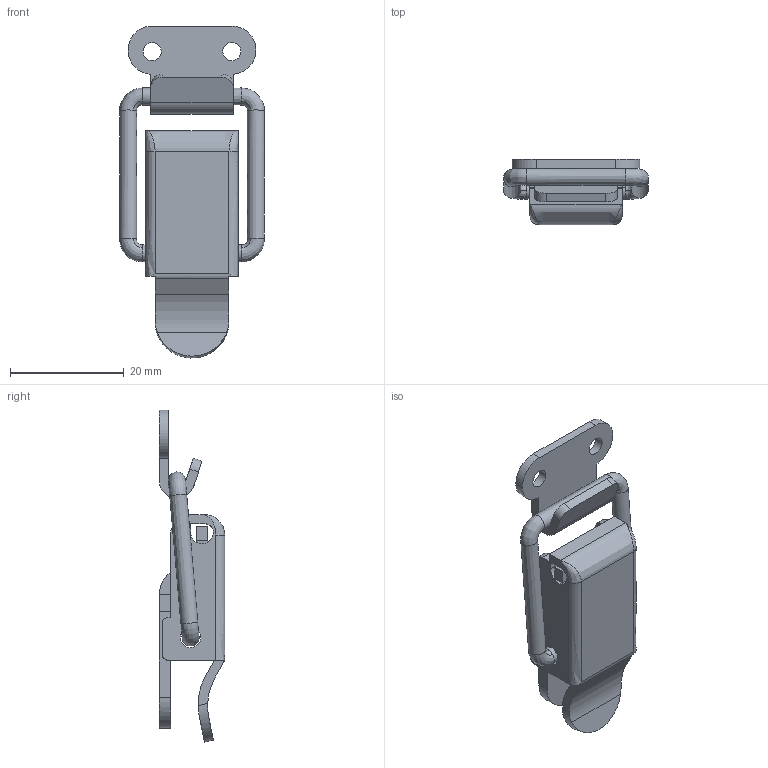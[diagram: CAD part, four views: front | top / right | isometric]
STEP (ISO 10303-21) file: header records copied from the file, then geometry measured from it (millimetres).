
FILE_DESCRIPTION((''),'2;1');
FILE_NAME('','2005-07-15T17:06:47',(''),(''),'','CADfix','');
FILE_SCHEMA(('AUTOMOTIVE_DESIGN'));
Length unit declared in the file: millimetre
Products named in the file (5): lever; keeper; base; arm; TL_57_15488_36
Assembly tree (4 placements, depth 2):
  TL_57_15488_36
    lever
    keeper
    base
    arm
Bounding box: 25.5 x 11.5 x 58.39 mm (x, y, z)
Volume: 3679.5 mm3; surface area: 5172.9 mm2
Topology: 4 solids, 4 shells, 122 faces, 372 edges, 258 vertices
Faces by surface type: bspline 122
Entity records: 10611 total; most frequent: CARTESIAN_POINT 8385, ORIENTED_EDGE 744, EDGE_CURVE 372, VERTEX_POINT 258, QUASI_UNIFORM_CURVE 190, EDGE_LOOP 134, FACE_OUTER_BOUND 122, ADVANCED_FACE 122
